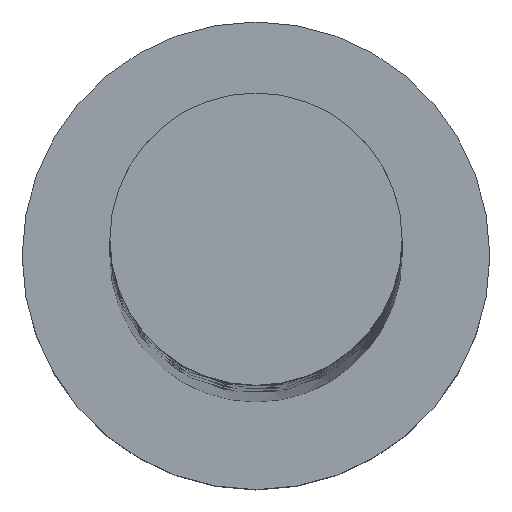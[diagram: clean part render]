
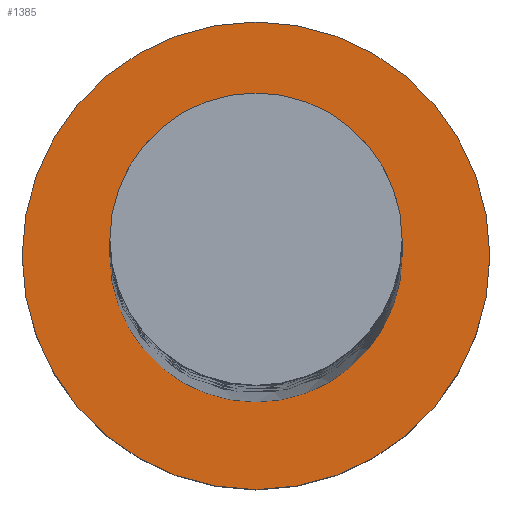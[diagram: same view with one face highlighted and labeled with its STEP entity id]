
A CAD part, top view. The second image highlights one B-rep face of the part: STEP entity #1385.
In plain terms, the highlighted planar face has unit normal (0, 0, 1).
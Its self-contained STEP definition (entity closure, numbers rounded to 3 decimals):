
#99 = AXIS2_PLACEMENT_3D ( 'NONE', #647, #1508, #1639 ) ;
#179 = DIRECTION ( 'NONE',  ( 0., 0., 1. ) ) ;
#433 = CARTESIAN_POINT ( 'NONE',  ( 6., 0., 5. ) ) ;
#449 = DIRECTION ( 'NONE',  ( 1., 0., 0. ) ) ;
#461 = EDGE_CURVE ( 'NONE', #1614, #920, #1084, .T. ) ;
#516 = AXIS2_PLACEMENT_3D ( 'NONE', #689, #713, #1253 ) ;
#530 = EDGE_CURVE ( 'NONE', #920, #1614, #723, .T. ) ;
#550 = CIRCLE ( 'NONE', #99, 3.75 ) ;
#557 = VERTEX_POINT ( 'NONE', #842 ) ;
#586 = ORIENTED_EDGE ( 'NONE', *, *, #1029, .F. ) ;
#588 = PLANE ( 'NONE',  #1533 ) ;
#647 = CARTESIAN_POINT ( 'NONE',  ( 0., 0., 5. ) ) ;
#689 = CARTESIAN_POINT ( 'NONE',  ( 0., 0., 5. ) ) ;
#713 = DIRECTION ( 'NONE',  ( 0., 0., 1. ) ) ;
#723 = CIRCLE ( 'NONE', #516, 6. ) ;
#728 = FACE_BOUND ( 'NONE', #1648, .T. ) ;
#735 = CARTESIAN_POINT ( 'NONE',  ( 0., 0., 5. ) ) ;
#811 = CARTESIAN_POINT ( 'NONE',  ( 0., 0., 5. ) ) ;
#842 = CARTESIAN_POINT ( 'NONE',  ( 3.75, 0., 5. ) ) ;
#845 = CIRCLE ( 'NONE', #1589, 3.75 ) ;
#863 = FACE_OUTER_BOUND ( 'NONE', #1347, .T. ) ;
#920 = VERTEX_POINT ( 'NONE', #1376 ) ;
#931 = ORIENTED_EDGE ( 'NONE', *, *, #461, .T. ) ;
#993 = CARTESIAN_POINT ( 'NONE',  ( -3.75, 0., 5. ) ) ;
#1029 = EDGE_CURVE ( 'NONE', #557, #1221, #550, .T. ) ;
#1043 = ORIENTED_EDGE ( 'NONE', *, *, #1711, .F. ) ;
#1084 = CIRCLE ( 'NONE', #1291, 6. ) ;
#1141 = DIRECTION ( 'NONE',  ( 0., 0., 1. ) ) ;
#1221 = VERTEX_POINT ( 'NONE', #993 ) ;
#1253 = DIRECTION ( 'NONE',  ( 1., 0., 0. ) ) ;
#1291 = AXIS2_PLACEMENT_3D ( 'NONE', #1838, #1141, #1545 ) ;
#1347 = EDGE_LOOP ( 'NONE', ( #1537, #931 ) ) ;
#1376 = CARTESIAN_POINT ( 'NONE',  ( -6., 0., 5. ) ) ;
#1383 = DIRECTION ( 'NONE',  ( 0., 0., 1. ) ) ;
#1385 = ADVANCED_FACE ( 'NONE', ( #728, #863 ), #588, .T. ) ;
#1508 = DIRECTION ( 'NONE',  ( 0., 0., 1. ) ) ;
#1533 = AXIS2_PLACEMENT_3D ( 'NONE', #735, #179, #449 ) ;
#1537 = ORIENTED_EDGE ( 'NONE', *, *, #530, .T. ) ;
#1545 = DIRECTION ( 'NONE',  ( 1., 0., 0. ) ) ;
#1589 = AXIS2_PLACEMENT_3D ( 'NONE', #811, #1383, #1806 ) ;
#1614 = VERTEX_POINT ( 'NONE', #433 ) ;
#1639 = DIRECTION ( 'NONE',  ( 1., 0., 0. ) ) ;
#1648 = EDGE_LOOP ( 'NONE', ( #1043, #586 ) ) ;
#1711 = EDGE_CURVE ( 'NONE', #1221, #557, #845, .T. ) ;
#1806 = DIRECTION ( 'NONE',  ( 1., 0., 0. ) ) ;
#1838 = CARTESIAN_POINT ( 'NONE',  ( 0., 0., 5. ) ) ;
